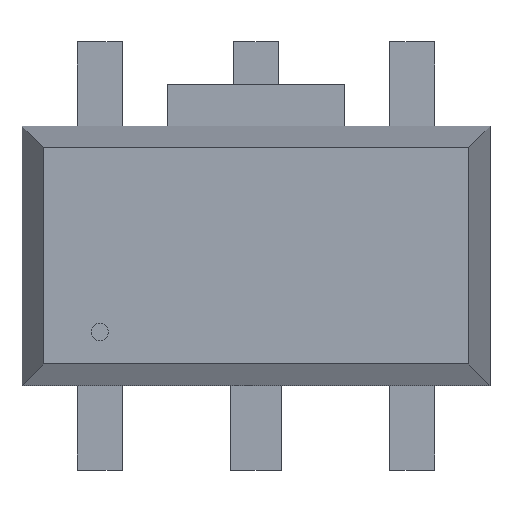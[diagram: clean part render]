
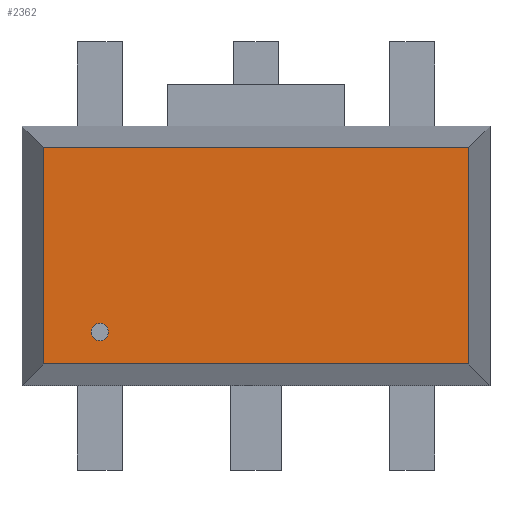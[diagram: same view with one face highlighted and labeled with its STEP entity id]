
A CAD part, top view. The second image highlights one B-rep face of the part: STEP entity #2362.
In plain terms, the highlighted planar face has unit normal (0, 0, 1).
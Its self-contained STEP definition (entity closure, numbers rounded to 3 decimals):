
#2362=ADVANCED_FACE('',(#2368),#2363,.T.);
#2363=PLANE('',#2364);
#2364=AXIS2_PLACEMENT_3D('',#2365,#2366,#2367);
#2365=CARTESIAN_POINT('',(-2.044,-1.04,1.549));
#2366=DIRECTION('',(0.0,0.0,1.0));
#2367=DIRECTION('',(0.,1.,0.));
#2368=FACE_OUTER_BOUND('',#2369,.T.);
#2369=EDGE_LOOP('',(#2370,#2380,#2390,#2400));
#2373=CARTESIAN_POINT('',(2.044,-1.04,1.549));
#2372=VERTEX_POINT('',#2373);
#2375=CARTESIAN_POINT('',(-2.044,-1.04,1.549));
#2374=VERTEX_POINT('',#2375);
#2371=EDGE_CURVE('',#2372,#2374,#2376,.T.);
#2376=LINE('',#2373,#2378);
#2378=VECTOR('',#2379,4.087);
#2379=DIRECTION('',(-1.0,0.0,0.0));
#2370=ORIENTED_EDGE('',*,*,#2371,.F.);
#2383=CARTESIAN_POINT('',(2.044,1.04,1.549));
#2382=VERTEX_POINT('',#2383);
#2381=EDGE_CURVE('',#2382,#2372,#2386,.T.);
#2386=LINE('',#2383,#2388);
#2388=VECTOR('',#2389,2.081);
#2389=DIRECTION('',(0.0,-1.0,0.0));
#2380=ORIENTED_EDGE('',*,*,#2381,.F.);
#2393=CARTESIAN_POINT('',(-2.044,1.04,1.549));
#2392=VERTEX_POINT('',#2393);
#2391=EDGE_CURVE('',#2392,#2382,#2396,.T.);
#2396=LINE('',#2393,#2398);
#2398=VECTOR('',#2399,4.087);
#2399=DIRECTION('',(1.0,0.0,0.0));
#2390=ORIENTED_EDGE('',*,*,#2391,.F.);
#2401=EDGE_CURVE('',#2374,#2392,#2406,.T.);
#2406=LINE('',#2375,#2408);
#2408=VECTOR('',#2409,2.081);
#2409=DIRECTION('',(0.0,1.0,0.0));
#2400=ORIENTED_EDGE('',*,*,#2401,.F.);
